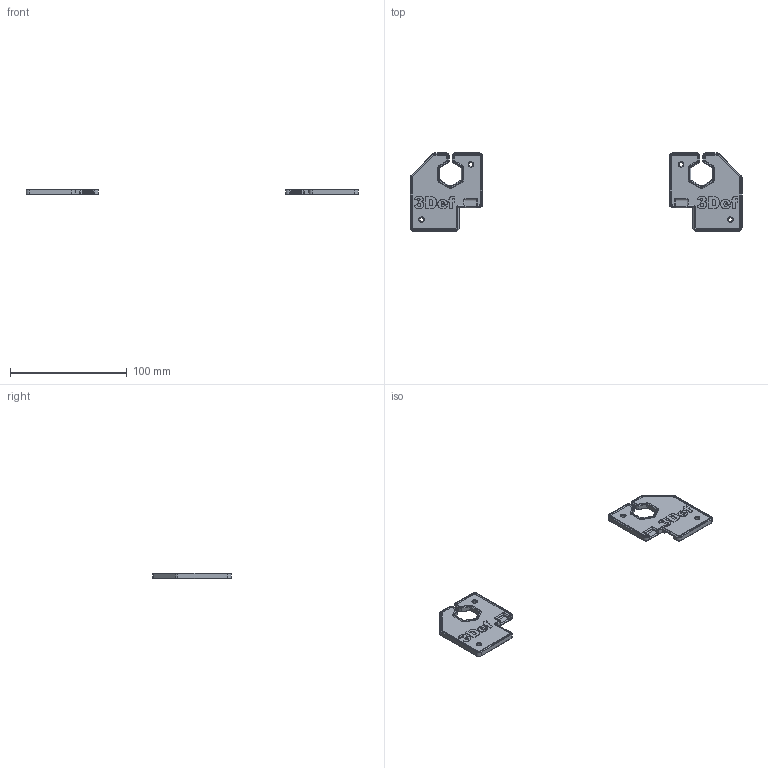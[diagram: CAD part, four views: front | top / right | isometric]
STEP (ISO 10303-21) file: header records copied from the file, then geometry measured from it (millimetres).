
FILE_DESCRIPTION(/* description */ ('STEP AP242'),/* implementation_level */ '2;1');
FILE_NAME(/* name */ '',/* time_stamp */ '2026-01-12T10:50:00+03:00',/* author */ (''),/* organization */ (''),/* preprocessor_version */ 'ST-DEVELOPER v20.1',/* originating_system */ 'Autodesk Translation Framework v14.21.0.0',/* authorisation */ '');
FILE_SCHEMA (('AUTOMOTIVE_DESIGN { 1 0 10303 214 3 1 1 }'));
Length unit declared in the file: millimetre
Products named in the file (1): voron2.2_assembly_Z Drive Belt Cover A v12
Bounding box: 284 x 67 x 5 mm (x, y, z)
Volume: 27020.3 mm3; surface area: 16277.5 mm2
Topology: 2 solids, 2 shells, 542 faces, 1422 edges, 884 vertices
Faces by surface type: plane 234, bspline 150, cone 102, cylinder 56
Full cylindrical faces by diameter (mm): 3.5 x4
Entity records: 17759 total; most frequent: CARTESIAN_POINT 5287, ORIENTED_EDGE 2820, DIRECTION 2182, EDGE_CURVE 1410, VERTEX_POINT 884, LINE 864, VECTOR 864, AXIS2_PLACEMENT_3D 659
